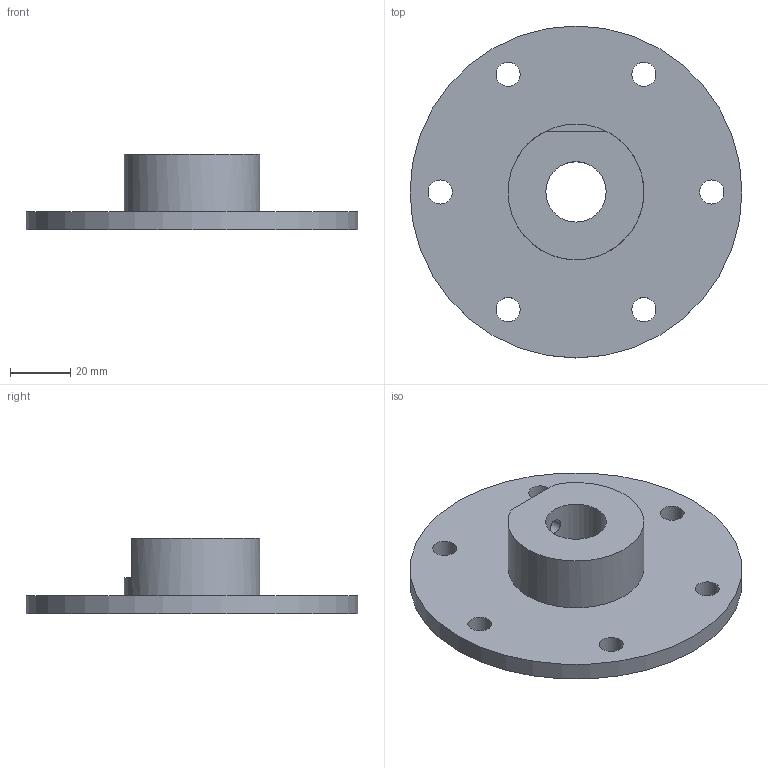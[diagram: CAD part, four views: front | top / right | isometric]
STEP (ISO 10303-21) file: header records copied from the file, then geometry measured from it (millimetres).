
FILE_DESCRIPTION(/* description */ (''),/* implementation_level */ '2;1');
FILE_NAME(/* name */ 'coupleur_disque.step',/* time_stamp */ '2020-10-02T17:02:22+02:00',/* author */ (''),/* organization */ (''),/* preprocessor_version */ 'ST-DEVELOPER v18.1',/* originating_system */ 'Autodesk Translation Framework v9.3.0.1241',/* authorisation */ '');
FILE_SCHEMA (('AUTOMOTIVE_DESIGN { 1 0 10303 214 3 1 1 }'));
Length unit declared in the file: millimetre
Products named in the file (1): FusionComponent
Bounding box: 110 x 110 x 25 mm (x, y, z)
Volume: 76934.9 mm3; surface area: 25120.9 mm2
Topology: 1 solids, 1 shells, 15 faces, 36 edges, 24 vertices
Faces by surface type: cylinder 10, plane 5
Full cylindrical faces by diameter (mm): 5 x1, 8 x6, 20 x1, 45 x1, 110 x1
Entity records: 547 total; most frequent: CARTESIAN_POINT 109, DIRECTION 88, ORIENTED_EDGE 72, AXIS2_PLACEMENT_3D 37, EDGE_CURVE 36, EDGE_LOOP 32, VERTEX_POINT 24, CIRCLE 21
